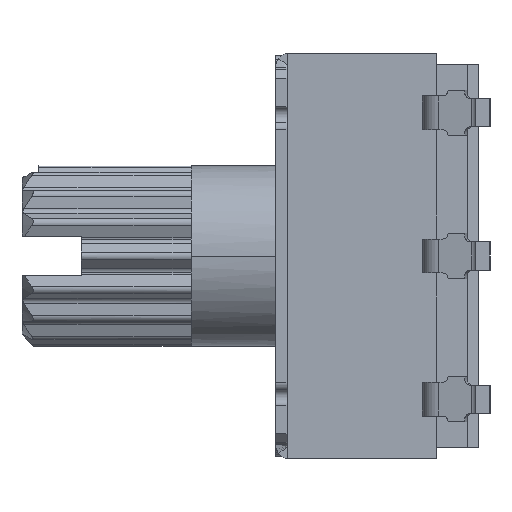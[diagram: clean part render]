
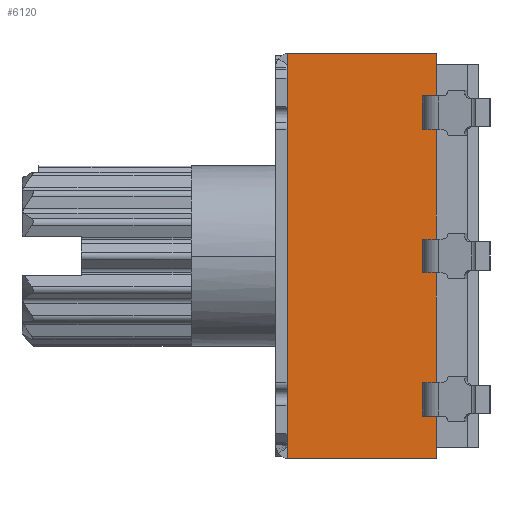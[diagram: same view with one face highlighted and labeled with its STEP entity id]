
A CAD part, left-side view. The second image highlights one B-rep face of the part: STEP entity #6120.
In plain terms, the highlighted planar face has unit normal (-1, 0, 0).
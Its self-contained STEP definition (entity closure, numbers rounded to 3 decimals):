
#10=VECTOR ( 'NONE', #254, 1000. );
#33=DIRECTION ( 'NONE',  ( 0., 0., -1. ) );
#43=DIRECTION ( 'NONE',  ( 0., 0., -1. ) );
#59=VECTOR ( 'NONE', #33, 1000. );
#79=VECTOR ( 'NONE', #43, 1000. );
#83=CARTESIAN_POINT ( 'NONE',  ( -3.6, 0.75, 3.4 ) );
#219=LINE ( 'NONE', #83, #59 );
#254=DIRECTION ( 'NONE',  ( 0., -1., 0. ) );
#596=DIRECTION ( 'NONE',  ( 0., 0., 1. ) );
#1133=ORIENTED_EDGE ( 'NONE', *, *, #21041, .F. );
#1611=CARTESIAN_POINT ( 'NONE',  ( -3.6, 0., 0.3 ) );
#2910=ORIENTED_EDGE ( 'NONE', *, *, #19161, .F. );
#4011=VERTEX_POINT ( 'NONE', #21286 );
#4340=VECTOR ( 'NONE', #24218, 1000. );
#4652=DIRECTION ( 'NONE',  ( 0., 1., 0. ) );
#4669=LINE ( 'NONE', #6926, #12648 );
#4720=ORIENTED_EDGE ( 'NONE', *, *, #6718, .T. );
#5023=CARTESIAN_POINT ( 'NONE',  ( -3.6, 0.75, -2.24 ) );
#5251=ORIENTED_EDGE ( 'NONE', *, *, #15012, .F. );
#6057=ORIENTED_EDGE ( 'NONE', *, *, #24940, .T. );
#6120=ADVANCED_FACE ( 'NONE', ( #19413 ), #14961, .F. );
#6305=CARTESIAN_POINT ( 'NONE',  ( -3.6, 0.75, 2.24 ) );
#6718=EDGE_CURVE ( 'NONE', #26191, #22029, #23723, .T. );
#6926=CARTESIAN_POINT ( 'NONE',  ( -3.6, 1., 3.4 ) );
#7110=EDGE_CURVE ( 'NONE', #34156, #26079, #219, .T. );
#7195=CARTESIAN_POINT ( 'NONE',  ( -3.6, 1., -0.3 ) );
#7249=VECTOR ( 'NONE', #11165, 1000. );
#7446=EDGE_CURVE ( 'NONE', #22998, #9325, #219, .T. );
#7602=CARTESIAN_POINT ( 'NONE',  ( -3.6, 0.75, 2.84 ) );
#7942=CARTESIAN_POINT ( 'NONE',  ( -3.6, 0., 3.4 ) );
#8801=CARTESIAN_POINT ( 'NONE',  ( -3.6, 0., 2.84 ) );
#9000=DIRECTION ( 'NONE',  ( 0., -1., 0. ) );
#9325=VERTEX_POINT ( 'NONE', #5023 );
#9574=VERTEX_POINT ( 'NONE', #19563 );
#9593=ORIENTED_EDGE ( 'NONE', *, *, #33732, .F. );
#10134=LINE ( 'NONE', #23082, #21914 );
#11165=DIRECTION ( 'NONE',  ( 0., 1., 0. ) );
#11536=CARTESIAN_POINT ( 'NONE',  ( -3.6, 1., 2.24 ) );
#11624=VECTOR ( 'NONE', #4652, 1000. );
#11661=CARTESIAN_POINT ( 'NONE',  ( -3.6, 0.75, -0.3 ) );
#11840=ORIENTED_EDGE ( 'NONE', *, *, #18215, .T. );
#12584=CARTESIAN_POINT ( 'NONE',  ( -3.6, 0.75, 3.6 ) );
#12648=VECTOR ( 'NONE', #596, 1000. );
#13907=VERTEX_POINT ( 'NONE', #6305 );
#14860=CARTESIAN_POINT ( 'NONE',  ( -3.6, 0., 2.24 ) );
#14961=PLANE ( 'NONE',  #33512 );
#14990=ORIENTED_EDGE ( 'NONE', *, *, #19042, .F. );
#15012=EDGE_CURVE ( 'NONE', #17756, #34156, #10134, .T. );
#15338=LINE ( 'NONE', #14860, #20379 );
#15977=EDGE_CURVE ( 'NONE', #26191, #24713, #32898, .T. );
#16187=EDGE_LOOP ( 'NONE', ( #1133, #19692, #21519, #6057, #14990, #21554, #9593, #11840, #2910, #20444, #19251, #4720, #28007, #24058, #5251, #24087 ) );
#16449=LINE ( 'NONE', #8801, #7249 );
#17756=VERTEX_POINT ( 'NONE', #21957 );
#18215=EDGE_CURVE ( 'NONE', #26966, #9574, #4669, .T. );
#18533=EDGE_CURVE ( 'NONE', #22029, #26079, #21432, .T. );
#18561=LINE ( 'NONE', #33412, #34045 );
#18733=EDGE_CURVE ( 'NONE', #32289, #22998, #18561, .T. );
#19042=EDGE_CURVE ( 'NONE', #27014, #4011, #26776, .T. );
#19161=EDGE_CURVE ( 'NONE', #25177, #9574, #16449, .T. );
#19251=ORIENTED_EDGE ( 'NONE', *, *, #15977, .F. );
#19413=FACE_OUTER_BOUND ( 'NONE', #16187, .T. );
#19563=CARTESIAN_POINT ( 'NONE',  ( -3.6, 1., 2.84 ) );
#19692=ORIENTED_EDGE ( 'NONE', *, *, #7446, .F. );
#19946=LINE ( 'NONE', #22344, #11624 );
#20020=CARTESIAN_POINT ( 'NONE',  ( -3.6, 0.75, 0.3 ) );
#20187=DIRECTION ( 'NONE',  ( 1., 0., 0. ) );
#20346=DIRECTION ( 'NONE',  ( 0., -1., 0. ) );
#20379=VECTOR ( 'NONE', #9000, 1000. );
#20444=ORIENTED_EDGE ( 'NONE', *, *, #30467, .F. );
#20538=VERTEX_POINT ( 'NONE', #32894 );
#21041=EDGE_CURVE ( 'NONE', #9325, #20538, #19946, .T. );
#21286=CARTESIAN_POINT ( 'NONE',  ( -3.6, 1., 0.3 ) );
#21432=LINE ( 'NONE', #31830, #10 );
#21519=ORIENTED_EDGE ( 'NONE', *, *, #18733, .F. );
#21554=ORIENTED_EDGE ( 'NONE', *, *, #25835, .F. );
#21914=VECTOR ( 'NONE', #20346, 1000. );
#21957=CARTESIAN_POINT ( 'NONE',  ( -3.6, 1., -2.84 ) );
#22029=VERTEX_POINT ( 'NONE', #30123 );
#22344=CARTESIAN_POINT ( 'NONE',  ( -3.6, 0., -2.24 ) );
#22998=VERTEX_POINT ( 'NONE', #11661 );
#23082=CARTESIAN_POINT ( 'NONE',  ( -3.6, 0., -2.84 ) );
#23723=LINE ( 'NONE', #23975, #79 );
#23975=CARTESIAN_POINT ( 'NONE',  ( -3.6, 3.4, 3.4 ) );
#24058=ORIENTED_EDGE ( 'NONE', *, *, #7110, .F. );
#24087=ORIENTED_EDGE ( 'NONE', *, *, #25327, .T. );
#24218=DIRECTION ( 'NONE',  ( 0., 1., 0. ) );
#24713=VERTEX_POINT ( 'NONE', #12584 );
#24919=CARTESIAN_POINT ( 'NONE',  ( -3.6, 0.75, -2.84 ) );
#24940=EDGE_CURVE ( 'NONE', #32289, #4011, #4669, .T. );
#25177=VERTEX_POINT ( 'NONE', #7602 );
#25327=EDGE_CURVE ( 'NONE', #17756, #20538, #4669, .T. );
#25835=EDGE_CURVE ( 'NONE', #13907, #27014, #219, .T. );
#25999=CARTESIAN_POINT ( 'NONE',  ( -3.6, 4.42, 3.6 ) );
#26079=VERTEX_POINT ( 'NONE', #27664 );
#26191=VERTEX_POINT ( 'NONE', #32965 );
#26481=DIRECTION ( 'NONE',  ( 0., -1., 0. ) );
#26776=LINE ( 'NONE', #1611, #4340 );
#26966=VERTEX_POINT ( 'NONE', #11536 );
#27014=VERTEX_POINT ( 'NONE', #20020 );
#27664=CARTESIAN_POINT ( 'NONE',  ( -3.6, 0.75, -3.6 ) );
#28007=ORIENTED_EDGE ( 'NONE', *, *, #18533, .T. );
#30123=CARTESIAN_POINT ( 'NONE',  ( -3.6, 3.4, -3.6 ) );
#30467=EDGE_CURVE ( 'NONE', #24713, #25177, #219, .T. );
#31830=CARTESIAN_POINT ( 'NONE',  ( -3.6, 4.42, -3.6 ) );
#32289=VERTEX_POINT ( 'NONE', #7195 );
#32894=CARTESIAN_POINT ( 'NONE',  ( -3.6, 1., -2.24 ) );
#32898=LINE ( 'NONE', #25999, #10 );
#32965=CARTESIAN_POINT ( 'NONE',  ( -3.6, 3.4, 3.6 ) );
#33412=CARTESIAN_POINT ( 'NONE',  ( -3.6, 0., -0.3 ) );
#33512=AXIS2_PLACEMENT_3D ( 'NONE', #7942, #20187, #4652 );
#33732=EDGE_CURVE ( 'NONE', #26966, #13907, #15338, .T. );
#34045=VECTOR ( 'NONE', #26481, 1000. );
#34156=VERTEX_POINT ( 'NONE', #24919 );
